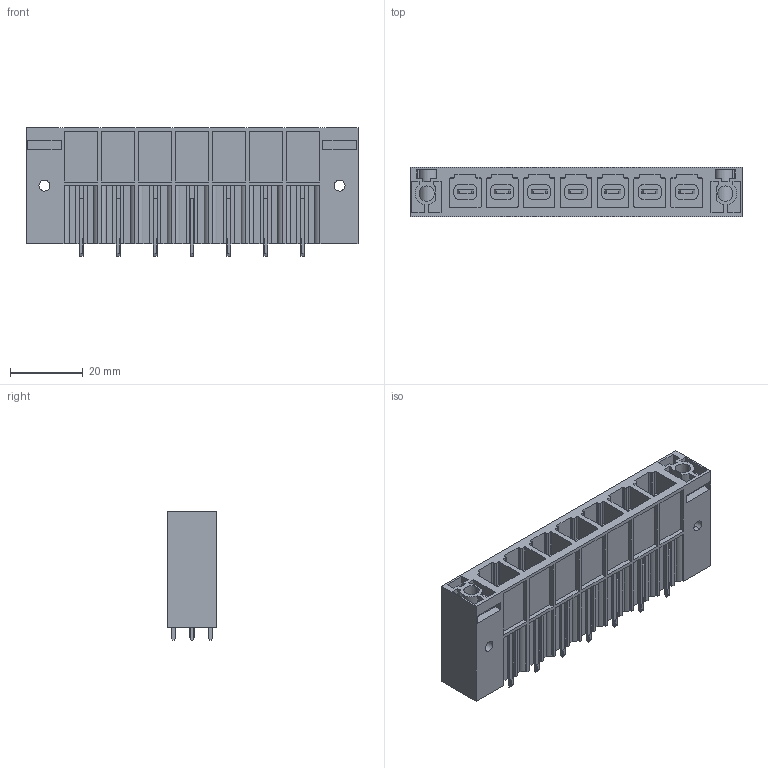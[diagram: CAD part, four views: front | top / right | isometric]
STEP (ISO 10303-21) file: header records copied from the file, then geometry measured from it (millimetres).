
FILE_DESCRIPTION(('CATIA V5 STEP Exchange','CAx-IF Rec.Pracs.--- Model Styling and Organization---1.2---2011-12-15'),'2;1');
FILE_NAME ('D1456689_0_1813700000_1813700000.stp','2018-11-27T05:37:23+00:00',('none'),('Weidmueller'),'CATIA Version 5-6 Release 2014','CATIA V5 STEP AP214','none');
FILE_SCHEMA(('AUTOMOTIVE_DESIGN { 1 0 10303 214 1 1 1 1 }'));
Length unit declared in the file: millimetre
Products named in the file (1): 1813700000
Bounding box: 91.44 x 13.6 x 35.5 mm (x, y, z)
Volume: 18466.5 mm3; surface area: 28565.9 mm2
Topology: 8 solids, 8 shells, 1174 faces, 3377 edges, 2249 vertices
Faces by surface type: plane 1014, cylinder 160
Entity records: 34403 total; most frequent: ORIENTED_EDGE 6754, CARTESIAN_POINT 6215, DIRECTION 4353, EDGE_CURVE 3375, VECTOR 2985, LINE 2985, VERTEX_POINT 2245, EDGE_LOOP 1230
